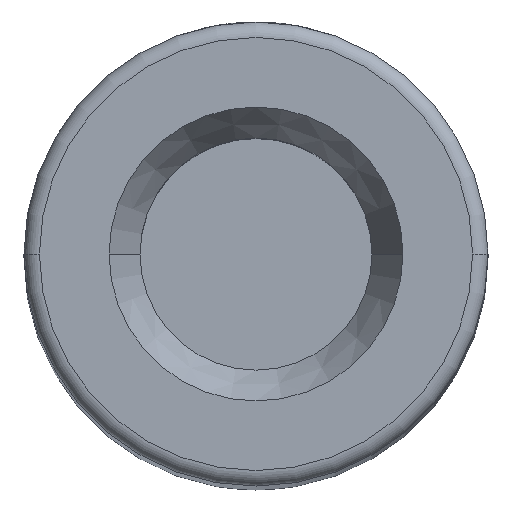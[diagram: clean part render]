
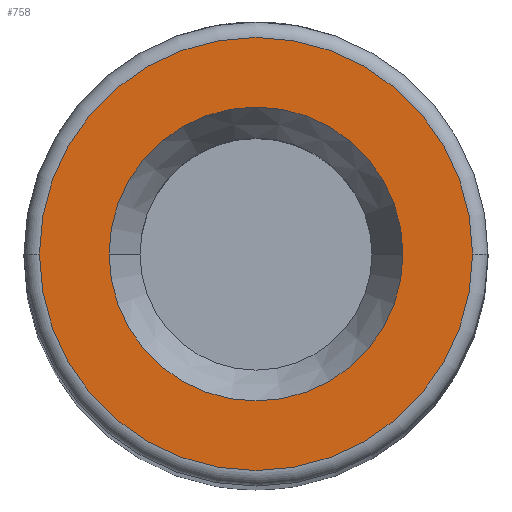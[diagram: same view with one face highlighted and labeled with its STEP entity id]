
A CAD part, top view. The second image highlights one B-rep face of the part: STEP entity #758.
In plain terms, the highlighted planar face has unit normal (0, 0, 1).
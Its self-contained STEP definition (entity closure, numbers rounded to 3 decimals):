
#37 = EDGE_LOOP ( 'NONE', ( #730, #713 ) ) ;
#39 = CIRCLE ( 'NONE', #583, 14. ) ;
#64 = DIRECTION ( 'NONE',  ( -1., 0., 0. ) ) ;
#65 = CARTESIAN_POINT ( 'NONE',  ( 0., 0., 0. ) ) ;
#68 = EDGE_CURVE ( 'NONE', #732, #71, #39, .T. ) ;
#71 = VERTEX_POINT ( 'NONE', #734 ) ;
#103 = AXIS2_PLACEMENT_3D ( 'NONE', #764, #452, #64 ) ;
#107 = ORIENTED_EDGE ( 'NONE', *, *, #606, .T. ) ;
#155 = ORIENTED_EDGE ( 'NONE', *, *, #498, .T. ) ;
#195 = AXIS2_PLACEMENT_3D ( 'NONE', #276, #267, #505 ) ;
#197 = CIRCLE ( 'NONE', #195, 9.5 ) ;
#254 = CARTESIAN_POINT ( 'NONE',  ( 9.5, 0., 0. ) ) ;
#267 = DIRECTION ( 'NONE',  ( 0., 0., -1. ) ) ;
#276 = CARTESIAN_POINT ( 'NONE',  ( 0., 0., 0. ) ) ;
#306 = DIRECTION ( 'NONE',  ( -1., 0., 0. ) ) ;
#360 = DIRECTION ( 'NONE',  ( -1., 0., 0. ) ) ;
#417 = DIRECTION ( 'NONE',  ( 0., 0., 1. ) ) ;
#418 = VERTEX_POINT ( 'NONE', #254 ) ;
#441 = AXIS2_PLACEMENT_3D ( 'NONE', #456, #566, #306 ) ;
#443 = DIRECTION ( 'NONE',  ( -1., 0., 0. ) ) ;
#452 = DIRECTION ( 'NONE',  ( 0., 0., -1. ) ) ;
#456 = CARTESIAN_POINT ( 'NONE',  ( 0., 0., 0. ) ) ;
#465 = FACE_OUTER_BOUND ( 'NONE', #37, .T. ) ;
#468 = EDGE_CURVE ( 'NONE', #71, #732, #625, .T. ) ;
#483 = DIRECTION ( 'NONE',  ( 0., 0., -1. ) ) ;
#498 = EDGE_CURVE ( 'NONE', #669, #418, #666, .T. ) ;
#505 = DIRECTION ( 'NONE',  ( -1., 0., 0. ) ) ;
#516 = FACE_BOUND ( 'NONE', #689, .T. ) ;
#536 = PLANE ( 'NONE',  #629 ) ;
#566 = DIRECTION ( 'NONE',  ( 0., 0., 1. ) ) ;
#583 = AXIS2_PLACEMENT_3D ( 'NONE', #65, #417, #443 ) ;
#606 = EDGE_CURVE ( 'NONE', #418, #669, #197, .T. ) ;
#625 = CIRCLE ( 'NONE', #441, 14. ) ;
#629 = AXIS2_PLACEMENT_3D ( 'NONE', #740, #483, #360 ) ;
#653 = CARTESIAN_POINT ( 'NONE',  ( -9.5, 0., 0. ) ) ;
#666 = CIRCLE ( 'NONE', #103, 9.5 ) ;
#669 = VERTEX_POINT ( 'NONE', #653 ) ;
#689 = EDGE_LOOP ( 'NONE', ( #107, #155 ) ) ;
#690 = CARTESIAN_POINT ( 'NONE',  ( 14., 0., 0. ) ) ;
#713 = ORIENTED_EDGE ( 'NONE', *, *, #68, .T. ) ;
#730 = ORIENTED_EDGE ( 'NONE', *, *, #468, .T. ) ;
#732 = VERTEX_POINT ( 'NONE', #690 ) ;
#734 = CARTESIAN_POINT ( 'NONE',  ( -14., 0., 0. ) ) ;
#740 = CARTESIAN_POINT ( 'NONE',  ( 0., 7.5, 0. ) ) ;
#758 = ADVANCED_FACE ( 'NONE', ( #465, #516 ), #536, .F. ) ;
#764 = CARTESIAN_POINT ( 'NONE',  ( 0., 0., 0. ) ) ;
